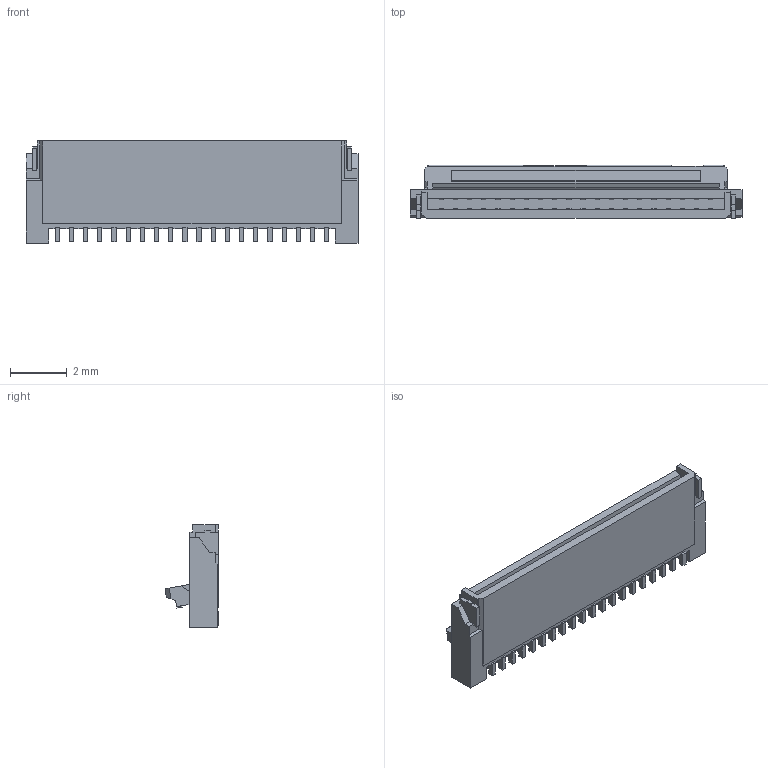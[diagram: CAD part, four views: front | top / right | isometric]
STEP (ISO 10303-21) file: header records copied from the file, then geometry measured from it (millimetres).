
FILE_DESCRIPTION((''),'2;1');
FILE_NAME('5034802000','2019-03-11T',('gga'),(''),'PRO/ENGINEER BY PARAMETRIC TECHNOLOGY CORPORATION, 2016010','PRO/ENGINEER BY PARAMETRIC TECHNOLOGY CORPORATION, 2016010','');
FILE_SCHEMA(('CONFIG_CONTROL_DESIGN'));
Length unit declared in the file: millimetre
Products named in the file (1): 5034802000
Bounding box: 11.7 x 1.9 x 3.6 mm (x, y, z)
Volume: 27.4 mm3; surface area: 200.6 mm2
Topology: 1 solids, 1 shells, 776 faces, 2219 edges, 1506 vertices
Faces by surface type: plane 704, cylinder 72
Entity records: 24922 total; most frequent: CARTESIAN_POINT 4422, ORIENTED_EDGE 4262, DIRECTION 3917, EDGE_CURVE 2131, VECTOR 2071, LINE 2071, VERTEX_POINT 1418, AXIS2_PLACEMENT_3D 923
